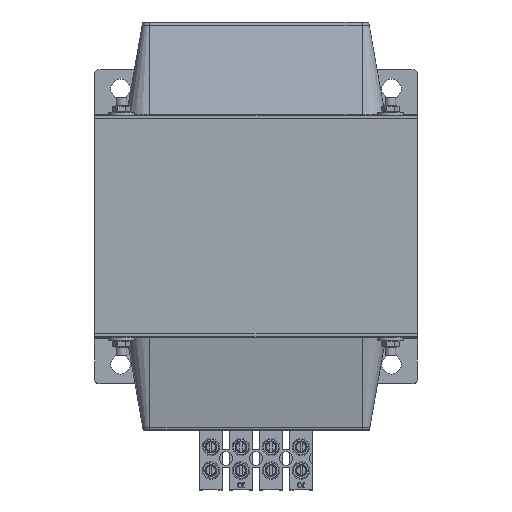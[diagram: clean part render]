
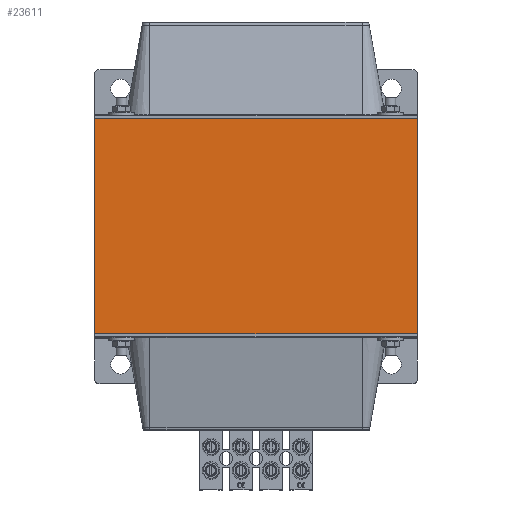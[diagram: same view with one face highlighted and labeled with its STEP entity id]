
A CAD part, top view. The second image highlights one B-rep face of the part: STEP entity #23611.
In plain terms, the highlighted planar face has unit normal (0, 0, 1).
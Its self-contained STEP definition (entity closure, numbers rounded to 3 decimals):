
#1715=FACE_OUTER_BOUND('',#3076,.T.);
#3076=EDGE_LOOP('',(#15610,#15611,#15612,#15613));
#4620=LINE('',#33277,#7224);
#4654=LINE('',#33361,#7258);
#4656=LINE('',#33365,#7260);
#4657=LINE('',#33366,#7261);
#7224=VECTOR('',#27223,1.);
#7258=VECTOR('',#27301,1.);
#7260=VECTOR('',#27305,1.);
#7261=VECTOR('',#27306,1.);
#9827=VERTEX_POINT('',#33273);
#9829=VERTEX_POINT('',#33276);
#9857=VERTEX_POINT('',#33360);
#9858=VERTEX_POINT('',#33364);
#12089=EDGE_CURVE('',#9829,#9827,#4620,.T.);
#12131=EDGE_CURVE('',#9857,#9829,#4654,.T.);
#12133=EDGE_CURVE('',#9858,#9827,#4656,.T.);
#12134=EDGE_CURVE('',#9858,#9857,#4657,.T.);
#15610=ORIENTED_EDGE('',*,*,#12133,.F.);
#15611=ORIENTED_EDGE('',*,*,#12134,.T.);
#15612=ORIENTED_EDGE('',*,*,#12131,.T.);
#15613=ORIENTED_EDGE('',*,*,#12089,.T.);
#22449=PLANE('',#25516);
#23611=ADVANCED_FACE('',(#1715),#22449,.T.);
#25516=AXIS2_PLACEMENT_3D('',#33363,#27303,#27304);
#27223=DIRECTION('',(1.,0.,0.));
#27301=DIRECTION('',(0.,-1.,0.));
#27303=DIRECTION('center_axis',(0.,0.,1.));
#27304=DIRECTION('ref_axis',(0.,-1.,0.));
#27305=DIRECTION('',(0.,-1.,0.));
#27306=DIRECTION('',(-1.,0.,0.));
#33273=CARTESIAN_POINT('',(765.285,-384.691,87.5));
#33276=CARTESIAN_POINT('',(615.285,-384.691,87.5));
#33277=CARTESIAN_POINT('',(765.285,-384.691,87.5));
#33360=CARTESIAN_POINT('',(615.285,-284.691,87.5));
#33361=CARTESIAN_POINT('',(615.285,-284.691,87.5));
#33363=CARTESIAN_POINT('Origin',(615.285,-284.691,87.5));
#33364=CARTESIAN_POINT('',(765.285,-284.691,87.5));
#33365=CARTESIAN_POINT('',(765.285,-284.691,87.5));
#33366=CARTESIAN_POINT('',(765.285,-284.691,87.5));
